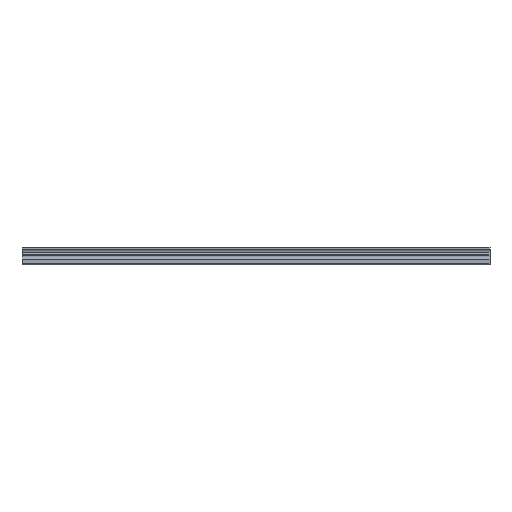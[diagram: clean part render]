
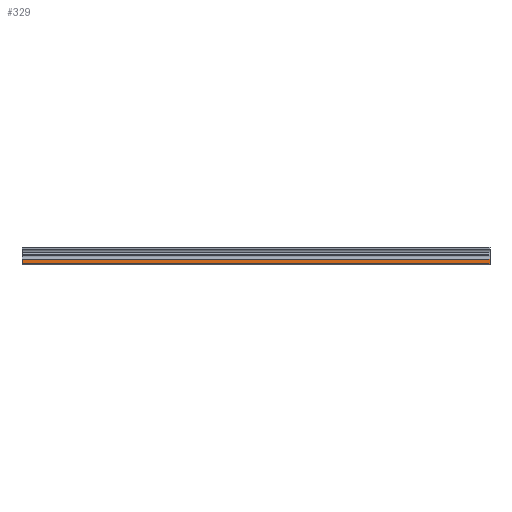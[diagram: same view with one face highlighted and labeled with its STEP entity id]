
A CAD part, top view. The second image highlights one B-rep face of the part: STEP entity #329.
In plain terms, the highlighted planar face has unit normal (0, 0, 1).
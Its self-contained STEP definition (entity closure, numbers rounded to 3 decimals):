
#59 = CARTESIAN_POINT ( 'NONE',  ( 245., 0.5, 7.5 ) ) ;
#67 = DIRECTION ( 'NONE',  ( 1., 0., 0. ) ) ;
#78 = EDGE_CURVE ( 'NONE', #900, #1660, #1000, .T. ) ;
#134 = VECTOR ( 'NONE', #67, 1000. ) ;
#233 = FACE_OUTER_BOUND ( 'NONE', #854, .T. ) ;
#329 = ADVANCED_FACE ( 'NONE', ( #233 ), #1695, .F. ) ;
#413 = DIRECTION ( 'NONE',  ( 1., 0., 0. ) ) ;
#445 = DIRECTION ( 'NONE',  ( 0., -1., 0. ) ) ;
#496 = ORIENTED_EDGE ( 'NONE', *, *, #1040, .F. ) ;
#587 = ORIENTED_EDGE ( 'NONE', *, *, #1658, .T. ) ;
#715 = CARTESIAN_POINT ( 'NONE',  ( -5., 5.27, 7.5 ) ) ;
#800 = VECTOR ( 'NONE', #445, 1000. ) ;
#811 = EDGE_CURVE ( 'NONE', #900, #853, #1704, .T. ) ;
#832 = ORIENTED_EDGE ( 'NONE', *, *, #811, .F. ) ;
#853 = VERTEX_POINT ( 'NONE', #1278 ) ;
#854 = EDGE_LOOP ( 'NONE', ( #587, #496, #832, #1170 ) ) ;
#900 = VERTEX_POINT ( 'NONE', #1342 ) ;
#925 = CARTESIAN_POINT ( 'NONE',  ( -5., 0.5, 7.5 ) ) ;
#995 = DIRECTION ( 'NONE',  ( 0., -1., 0. ) ) ;
#1000 = LINE ( 'NONE', #715, #800 ) ;
#1040 = EDGE_CURVE ( 'NONE', #853, #1332, #1549, .T. ) ;
#1090 = LINE ( 'NONE', #59, #134 ) ;
#1170 = ORIENTED_EDGE ( 'NONE', *, *, #78, .T. ) ;
#1251 = DIRECTION ( 'NONE',  ( 0., 0., -1. ) ) ;
#1278 = CARTESIAN_POINT ( 'NONE',  ( 245., 3.1, 7.5 ) ) ;
#1332 = VERTEX_POINT ( 'NONE', #1578 ) ;
#1342 = CARTESIAN_POINT ( 'NONE',  ( -5., 3.1, 7.5 ) ) ;
#1403 = CARTESIAN_POINT ( 'NONE',  ( 245., 5.27, 7.5 ) ) ;
#1524 = CARTESIAN_POINT ( 'NONE',  ( 245., 3.1, 7.5 ) ) ;
#1541 = AXIS2_PLACEMENT_3D ( 'NONE', #1524, #1251, #1553 ) ;
#1549 = LINE ( 'NONE', #1403, #1688 ) ;
#1553 = DIRECTION ( 'NONE',  ( -1., 0., 0. ) ) ;
#1578 = CARTESIAN_POINT ( 'NONE',  ( 245., 0.5, 7.5 ) ) ;
#1658 = EDGE_CURVE ( 'NONE', #1660, #1332, #1090, .T. ) ;
#1660 = VERTEX_POINT ( 'NONE', #925 ) ;
#1685 = VECTOR ( 'NONE', #413, 1000. ) ;
#1688 = VECTOR ( 'NONE', #995, 1000. ) ;
#1695 = PLANE ( 'NONE',  #1541 ) ;
#1704 = LINE ( 'NONE', #1713, #1685 ) ;
#1713 = CARTESIAN_POINT ( 'NONE',  ( 245., 3.1, 7.5 ) ) ;
